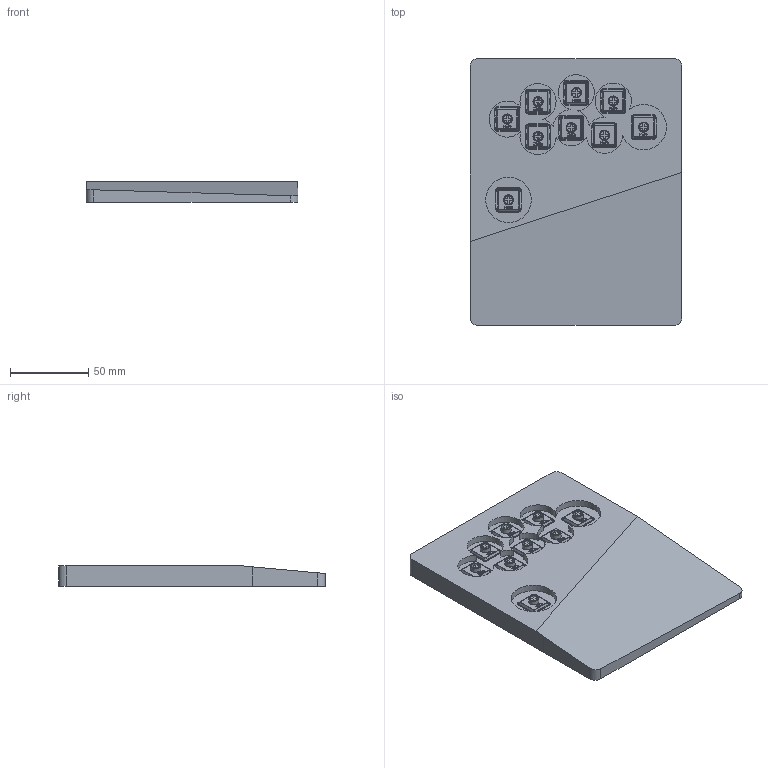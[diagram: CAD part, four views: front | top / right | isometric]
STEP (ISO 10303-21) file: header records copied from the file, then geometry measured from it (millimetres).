
FILE_DESCRIPTION(/* description */ (''),/* implementation_level */ '2;1');
FILE_NAME(/* name */ '400b11df-a744-4e92-848e-51fea03554e0.stp',/* time_stamp */ '2024-05-30T04:49:06Z',/* author */ (''),/* organization */ (''),/* preprocessor_version */ 'ST-DEVELOPER v20',/* originating_system */ 'Autodesk Translation Framework v13.14.0.145',/* authorisation */ '');
FILE_SCHEMA (('AUTOMOTIVE_DESIGN { 1 0 10303 214 3 1 1 }'));
Length unit declared in the file: millimetre
Products named in the file (11): R; RPCB; PJ320A (1); PJ320A; TEENSY_4.1; TEENSY 4.1; 4090 USB C Breakout; PCB Component; Kailh Choc V2 LofreeFlow; Kailh Choc V2 LofreeFlow v1; LLv2_R_PCB
Assembly tree (18 placements, depth 4):
  R
    RPCB
      Kailh Choc V2 LofreeFlow  x9
        Kailh Choc V2 LofreeFlow v1
      PJ320A (1)
        PJ320A
      TEENSY_4.1
        TEENSY 4.1
      4090 USB C Breakout
        PCB Component
      LLv2_R_PCB
Bounding box: 135 x 170 x 13 mm (x, y, z)
Volume: 226368.6 mm3; surface area: 113745.8 mm2
Topology: 65 solids, 65 shells, 3140 faces, 8058 edges, 5293 vertices
Faces by surface type: plane 2091, cylinder 717, bspline 163, cone 141, sphere 17, torus 11
Full cylindrical faces by diameter (mm): 0.483 x4, 0.5 x8, 0.65 x2, 0.8 x2, 1 x16, 1.1 x4, 1.11 x48, 1.15 x5, 1.18 x54, 1.2 x22, 1.5 x2, 2.5 x3, 3 x16, 3.6 x1, 4.8 x9, 5 x1, 5.05 x9, 7 x5, 29 x1
Entity records: 56003 total; most frequent: CARTESIAN_POINT 10856, DIRECTION 9215, ORIENTED_EDGE 8954, EDGE_CURVE 4477, LINE 3093, VECTOR 3093, AXIS2_PLACEMENT_3D 3061, VERTEX_POINT 2997
